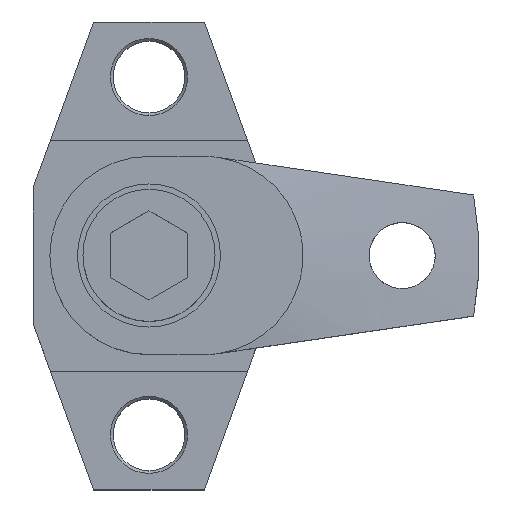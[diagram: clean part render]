
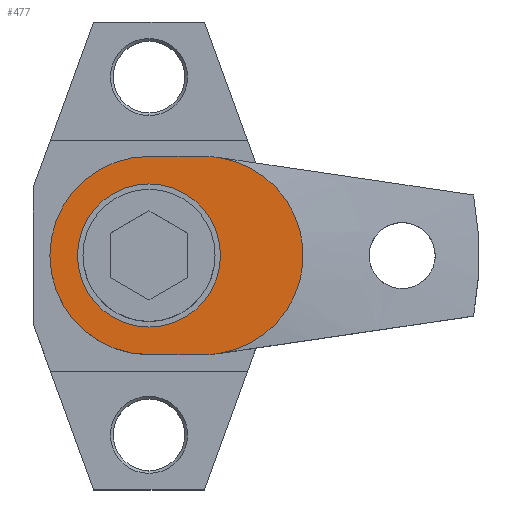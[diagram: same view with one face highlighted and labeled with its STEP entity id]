
A CAD part, top view. The second image highlights one B-rep face of the part: STEP entity #477.
In plain terms, the highlighted planar face has unit normal (0, 0, 1).
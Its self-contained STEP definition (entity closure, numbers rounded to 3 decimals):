
#10 = ORIENTED_EDGE ( 'NONE', *, *, #2459, .T. ) ;
#15 = EDGE_CURVE ( 'NONE', #2323, #2389, #57, .T. ) ;
#32 = CARTESIAN_POINT ( 'NONE',  ( 10., 18., 60. ) ) ;
#45 = EDGE_CURVE ( 'NONE', #2389, #1027, #773, .T. ) ;
#57 = LINE ( 'NONE', #805, #1820 ) ;
#71 = DIRECTION ( 'NONE',  ( -1., 0., 0. ) ) ;
#179 = CIRCLE ( 'NONE', #2491, 18. ) ;
#188 = CARTESIAN_POINT ( 'NONE',  ( 12.615, 17.809, 60. ) ) ;
#242 = CIRCLE ( 'NONE', #741, 13. ) ;
#266 = DIRECTION ( 'NONE',  ( 1., 0., 0. ) ) ;
#297 = DIRECTION ( 'NONE',  ( 0., 0., 1. ) ) ;
#319 = CARTESIAN_POINT ( 'NONE',  ( 0., -18., 60. ) ) ;
#339 = CIRCLE ( 'NONE', #780, 18. ) ;
#381 = DIRECTION ( 'NONE',  ( 1., 0., 0. ) ) ;
#412 = CIRCLE ( 'NONE', #2033, 13. ) ;
#448 = CARTESIAN_POINT ( 'NONE',  ( 10., 0., 60. ) ) ;
#467 = VERTEX_POINT ( 'NONE', #936 ) ;
#477 = ADVANCED_FACE ( 'NONE', ( #2132, #1133 ), #1728, .T. ) ;
#535 = DIRECTION ( 'NONE',  ( 0., 0., 1. ) ) ;
#574 = ORIENTED_EDGE ( 'NONE', *, *, #609, .F. ) ;
#578 = EDGE_CURVE ( 'NONE', #1698, #1972, #412, .T. ) ;
#609 = EDGE_CURVE ( 'NONE', #1972, #1698, #242, .T. ) ;
#630 = CARTESIAN_POINT ( 'NONE',  ( 0., 0., 60. ) ) ;
#653 = EDGE_LOOP ( 'NONE', ( #574, #1257 ) ) ;
#671 = DIRECTION ( 'NONE',  ( 0., 0., 1. ) ) ;
#741 = AXIS2_PLACEMENT_3D ( 'NONE', #1000, #2184, #2005 ) ;
#753 = VERTEX_POINT ( 'NONE', #1255 ) ;
#773 = CIRCLE ( 'NONE', #1447, 18. ) ;
#780 = AXIS2_PLACEMENT_3D ( 'NONE', #1181, #1829, #841 ) ;
#805 = CARTESIAN_POINT ( 'NONE',  ( 10., 18., 60. ) ) ;
#820 = ORIENTED_EDGE ( 'NONE', *, *, #1538, .T. ) ;
#841 = DIRECTION ( 'NONE',  ( -1., 0., 0. ) ) ;
#877 = CIRCLE ( 'NONE', #996, 18. ) ;
#907 = CARTESIAN_POINT ( 'NONE',  ( -13., 0., 60. ) ) ;
#936 = CARTESIAN_POINT ( 'NONE',  ( 0., -18., 60. ) ) ;
#942 = EDGE_CURVE ( 'NONE', #1289, #1846, #339, .T. ) ;
#996 = AXIS2_PLACEMENT_3D ( 'NONE', #1645, #2064, #1840 ) ;
#1000 = CARTESIAN_POINT ( 'NONE',  ( 0., 0., 60. ) ) ;
#1027 = VERTEX_POINT ( 'NONE', #2306 ) ;
#1050 = CARTESIAN_POINT ( 'NONE',  ( 13., 0., 60. ) ) ;
#1095 = EDGE_CURVE ( 'NONE', #467, #753, #2108, .T. ) ;
#1129 = EDGE_LOOP ( 'NONE', ( #820, #1263, #1336, #1219, #2035, #10, #2231 ) ) ;
#1133 = FACE_OUTER_BOUND ( 'NONE', #1129, .T. ) ;
#1181 = CARTESIAN_POINT ( 'NONE',  ( 10., 0., 60. ) ) ;
#1219 = ORIENTED_EDGE ( 'NONE', *, *, #15, .T. ) ;
#1255 = CARTESIAN_POINT ( 'NONE',  ( 10., -18., 60. ) ) ;
#1257 = ORIENTED_EDGE ( 'NONE', *, *, #578, .F. ) ;
#1263 = ORIENTED_EDGE ( 'NONE', *, *, #942, .F. ) ;
#1289 = VERTEX_POINT ( 'NONE', #188 ) ;
#1313 = DIRECTION ( 'NONE',  ( 1., 0., 0. ) ) ;
#1336 = ORIENTED_EDGE ( 'NONE', *, *, #2511, .T. ) ;
#1425 = DIRECTION ( 'NONE',  ( 0., 0., 1. ) ) ;
#1447 = AXIS2_PLACEMENT_3D ( 'NONE', #630, #1425, #1640 ) ;
#1538 = EDGE_CURVE ( 'NONE', #753, #1846, #877, .T. ) ;
#1545 = AXIS2_PLACEMENT_3D ( 'NONE', #448, #297, #266 ) ;
#1562 = DIRECTION ( 'NONE',  ( 1., 0., 0. ) ) ;
#1640 = DIRECTION ( 'NONE',  ( 1., 0., 0. ) ) ;
#1645 = CARTESIAN_POINT ( 'NONE',  ( 10., 0., 60. ) ) ;
#1698 = VERTEX_POINT ( 'NONE', #907 ) ;
#1719 = CARTESIAN_POINT ( 'NONE',  ( 0., 0., 60. ) ) ;
#1728 = PLANE ( 'NONE',  #2529 ) ;
#1761 = CARTESIAN_POINT ( 'NONE',  ( 0., 0., 60. ) ) ;
#1795 = CARTESIAN_POINT ( 'NONE',  ( 12.615, -17.809, 60. ) ) ;
#1820 = VECTOR ( 'NONE', #71, 1000. ) ;
#1829 = DIRECTION ( 'NONE',  ( 0., 0., -1. ) ) ;
#1840 = DIRECTION ( 'NONE',  ( 1., 0., 0. ) ) ;
#1846 = VERTEX_POINT ( 'NONE', #1795 ) ;
#1854 = CARTESIAN_POINT ( 'NONE',  ( 0., 0., 60. ) ) ;
#1876 = CIRCLE ( 'NONE', #1545, 18. ) ;
#1972 = VERTEX_POINT ( 'NONE', #1050 ) ;
#2005 = DIRECTION ( 'NONE',  ( 1., 0., 0. ) ) ;
#2018 = CARTESIAN_POINT ( 'NONE',  ( 0., 18., 60. ) ) ;
#2033 = AXIS2_PLACEMENT_3D ( 'NONE', #1761, #2550, #1562 ) ;
#2035 = ORIENTED_EDGE ( 'NONE', *, *, #45, .T. ) ;
#2064 = DIRECTION ( 'NONE',  ( 0., 0., 1. ) ) ;
#2108 = LINE ( 'NONE', #319, #2493 ) ;
#2132 = FACE_BOUND ( 'NONE', #653, .T. ) ;
#2184 = DIRECTION ( 'NONE',  ( 0., 0., 1. ) ) ;
#2231 = ORIENTED_EDGE ( 'NONE', *, *, #1095, .T. ) ;
#2306 = CARTESIAN_POINT ( 'NONE',  ( -18., 0., 60. ) ) ;
#2323 = VERTEX_POINT ( 'NONE', #32 ) ;
#2389 = VERTEX_POINT ( 'NONE', #2018 ) ;
#2459 = EDGE_CURVE ( 'NONE', #1027, #467, #179, .T. ) ;
#2474 = DIRECTION ( 'NONE',  ( 1., 0., 0. ) ) ;
#2491 = AXIS2_PLACEMENT_3D ( 'NONE', #1854, #671, #2474 ) ;
#2493 = VECTOR ( 'NONE', #1313, 1000. ) ;
#2511 = EDGE_CURVE ( 'NONE', #1289, #2323, #1876, .T. ) ;
#2529 = AXIS2_PLACEMENT_3D ( 'NONE', #1719, #535, #381 ) ;
#2550 = DIRECTION ( 'NONE',  ( 0., 0., 1. ) ) ;
